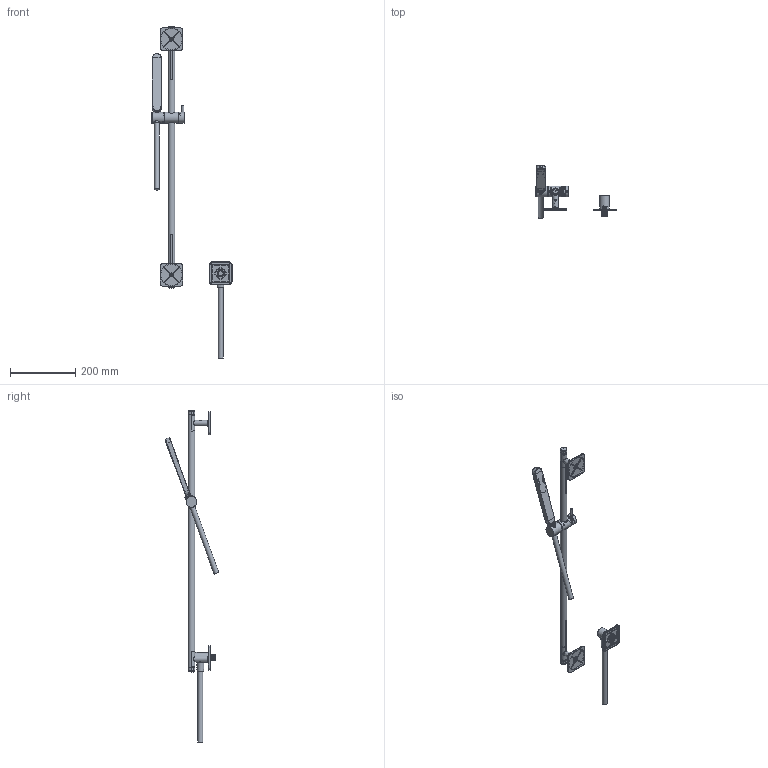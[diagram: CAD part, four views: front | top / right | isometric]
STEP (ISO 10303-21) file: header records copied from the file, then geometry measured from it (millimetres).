
FILE_DESCRIPTION(/* description */ ('Unknown'),/* implementation_level */ '2;1');
FILE_NAME(/* name */ 'GL307-00',/* time_stamp */ '2021-04-12T15:05:54+02:00',/* author */ ('Unknown'),/* organization */ ('Unknown'),/* preprocessor_version */ 'ST-DEVELOPER v16.7',/* originating_system */ 'DEX',/* authorisation */ $);
FILE_SCHEMA (('AUTOMOTIVE_DESIGN {1 0 10303 214 3 1 1}'));
Length unit declared in the file: millimetre
Products named in the file (27): GL307-00; GL311-00; C076084_00101ZZ; A046033_17841ZZ; C032064_00100ZZ; C092024_00000ZZ; SUPP_KUKY_FLEXI; A047088_00701ZZ; C029009_00200ZZ; E108029_02100SC_ASM; C061002_00101ZZ; C029003_00000ZZ; A015072_00700ZZ; C131002_00101ZZ; A028072_18141ZZ; A032011_16611ZZ; A132005_16600ZZ; A027001_16600ZZ; A059018_16600ZZ; C092086_00200ZZ; A011235_16600ZZ; C030123_00100ZZ; C102005_00101ZZ; C076001_00101ZZ; M015-001; E082041_00200SA_SEMPL; E095038_SEMPL
Assembly tree (36 placements, depth 4):
  GL307-00
    GL311-00
      C076084_00101ZZ
      A046033_17841ZZ  x2
      C032064_00100ZZ  x2
      C092024_00000ZZ  x2
      SUPP_KUKY_FLEXI  x2
      A047088_00701ZZ  x2
      C029009_00200ZZ  x2
      E108029_02100SC_ASM
        C061002_00101ZZ
        C029003_00000ZZ  x2
        A015072_00700ZZ
        C131002_00101ZZ
        A028072_18141ZZ  x2
        A032011_16611ZZ
        A132005_16600ZZ
        A027001_16600ZZ
        A059018_16600ZZ
        C092086_00200ZZ  x2
        A011235_16600ZZ
        C030123_00100ZZ
        C102005_00101ZZ
        C076001_00101ZZ
    M015-001  x2
    E082041_00200SA_SEMPL
    E095038_SEMPL
Bounding box: 244.6 x 163.52 x 1014.26 mm (x, y, z)
Volume: 341926.8 mm3; surface area: 267526.6 mm2
Topology: 35 solids, 35 shells, 3289 faces, 8699 edges, 5655 vertices
Faces by surface type: bspline 949, plane 946, cylinder 701, cone 357, torus 271, sphere 65
Full cylindrical faces by diameter (mm): 3 x2, 3.1 x2, 4 x9, 4.1 x2, 4.5 x3, 5.5 x4, 6 x2, 6.2 x1, 6.5 x4, 7 x2, 7.5 x2, 8 x4, 8.8 x4, 9.2 x2, 11 x3, 11.65 x1, 13.7 x1, 14 x2, 15 x3, 15.1 x2, 15.3 x1, 16.5 x2, 17.3 x1, 18.5 x1, 18.7 x1, 19 x2, 19.2 x1, 20 x1, 20.4 x2, 21.3 x2
Entity records: 128621 total; most frequent: CARTESIAN_POINT 63781, ORIENTED_EDGE 12678, DIRECTION 9673, EDGE_CURVE 6339, VERTEX_POINT 4268, AXIS2_PLACEMENT_3D 3769, FACE_BOUND 3315, EDGE_LOOP 3314
